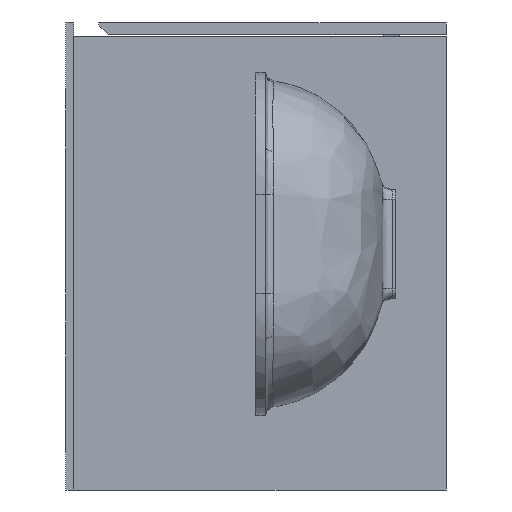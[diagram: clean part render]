
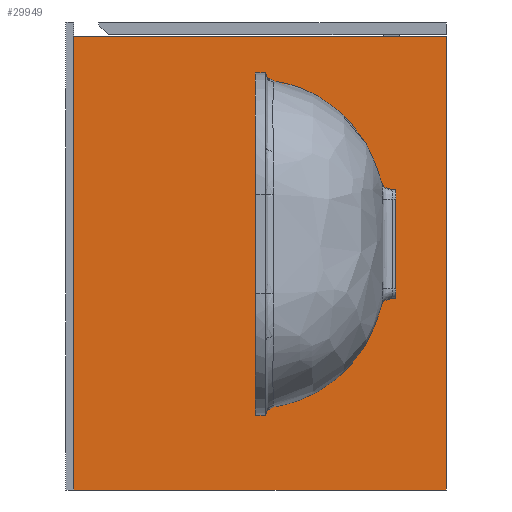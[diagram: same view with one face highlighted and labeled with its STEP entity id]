
A CAD part, left-side view. The second image highlights one B-rep face of the part: STEP entity #29949.
In plain terms, the highlighted planar face has unit normal (-1, 0, 0).
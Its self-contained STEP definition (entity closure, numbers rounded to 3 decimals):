
#19 = CARTESIAN_POINT ( 'NONE',  ( 2., 829.397, -470. ) ) ;
#164 = VERTEX_POINT ( 'NONE', #8242 ) ;
#1256 = LINE ( 'NONE', #10599, #3048 ) ;
#1264 = DIRECTION ( 'NONE',  ( 0., -1., 0. ) ) ;
#1703 = EDGE_LOOP ( 'NONE', ( #19014, #28903, #14526, #15740 ) ) ;
#1724 = CARTESIAN_POINT ( 'NONE',  ( 2., 374., -470. ) ) ;
#1818 = VECTOR ( 'NONE', #1264, 1000. ) ;
#2821 = EDGE_CURVE ( 'NONE', #18984, #12272, #10858, .T. ) ;
#3048 = VECTOR ( 'NONE', #19956, 1000. ) ;
#4167 = CARTESIAN_POINT ( 'NONE',  ( 2., 374., -470. ) ) ;
#6093 = CARTESIAN_POINT ( 'NONE',  ( 2., 0., -15. ) ) ;
#7207 = EDGE_CURVE ( 'NONE', #18984, #164, #25165, .T. ) ;
#8242 = CARTESIAN_POINT ( 'NONE',  ( 2., 374., -15. ) ) ;
#8495 = EDGE_CURVE ( 'NONE', #164, #19695, #12899, .T. ) ;
#9366 = DIRECTION ( 'NONE',  ( 1., 0., 0. ) ) ;
#10599 = CARTESIAN_POINT ( 'NONE',  ( 2., 0., -470. ) ) ;
#10858 = LINE ( 'NONE', #20216, #28241 ) ;
#11667 = FACE_OUTER_BOUND ( 'NONE', #1703, .T. ) ;
#12272 = VERTEX_POINT ( 'NONE', #12732 ) ;
#12732 = CARTESIAN_POINT ( 'NONE',  ( 2., 0., -470. ) ) ;
#12899 = LINE ( 'NONE', #22263, #1818 ) ;
#13508 = DIRECTION ( 'NONE',  ( 0., 0., 1. ) ) ;
#14526 = ORIENTED_EDGE ( 'NONE', *, *, #26972, .T. ) ;
#15740 = ORIENTED_EDGE ( 'NONE', *, *, #8495, .F. ) ;
#18458 = VECTOR ( 'NONE', #13508, 1000. ) ;
#18720 = DIRECTION ( 'NONE',  ( 0., 0., -1. ) ) ;
#18984 = VERTEX_POINT ( 'NONE', #1724 ) ;
#19014 = ORIENTED_EDGE ( 'NONE', *, *, #7207, .F. ) ;
#19695 = VERTEX_POINT ( 'NONE', #6093 ) ;
#19956 = DIRECTION ( 'NONE',  ( 0., 0., 1. ) ) ;
#20216 = CARTESIAN_POINT ( 'NONE',  ( 2., 829.397, -470. ) ) ;
#21021 = PLANE ( 'NONE',  #26590 ) ;
#22263 = CARTESIAN_POINT ( 'NONE',  ( 2., 829.397, -15. ) ) ;
#25165 = LINE ( 'NONE', #4167, #18458 ) ;
#26590 = AXIS2_PLACEMENT_3D ( 'NONE', #19, #9366, #18720 ) ;
#26972 = EDGE_CURVE ( 'NONE', #12272, #19695, #1256, .T. ) ;
#28241 = VECTOR ( 'NONE', #29559, 1000. ) ;
#28903 = ORIENTED_EDGE ( 'NONE', *, *, #2821, .T. ) ;
#29559 = DIRECTION ( 'NONE',  ( 0., -1., 0. ) ) ;
#29949 = ADVANCED_FACE ( 'NONE', ( #11667 ), #21021, .F. ) ;
